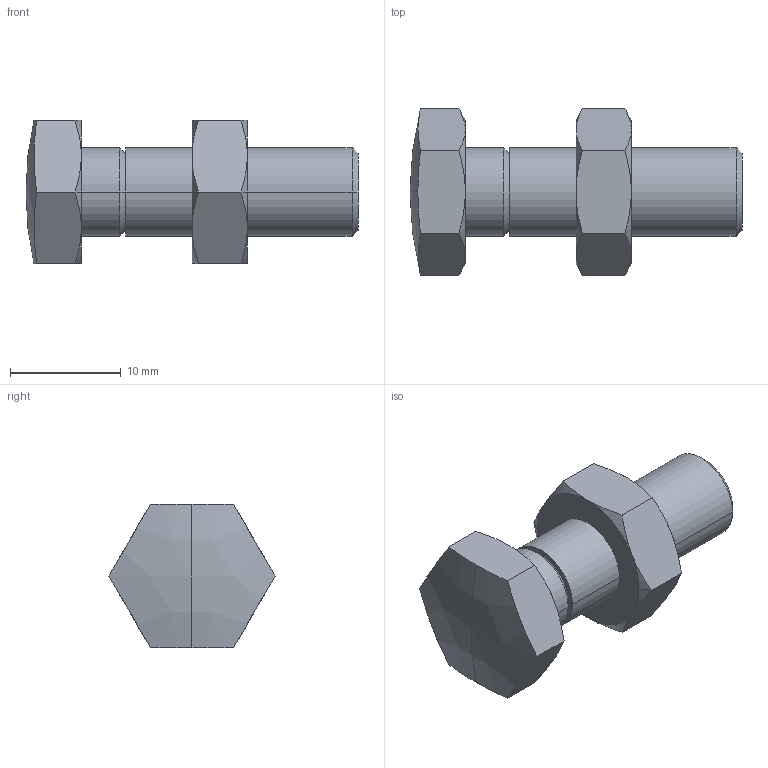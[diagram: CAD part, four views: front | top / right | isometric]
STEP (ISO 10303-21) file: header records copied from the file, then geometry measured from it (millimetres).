
FILE_DESCRIPTION(('STEP AP214'),'1');
FILE_NAME('HALDERN_EH_22690_0608.stp','2017-07-04T09:14:20',('TraceParts'),('TraceParts S.A.'),'Spatial InterOp 3D',' ',' ');
FILE_SCHEMA(('automotive_design'));
Length unit declared in the file: millimetre
Products named in the file (2): HALDERN_EH_22690_0608_1; HALDERN_EH_22690_0608_2
Bounding box: 30 x 15.01 x 13 mm (x, y, z)
Volume: 2453.7 mm3; surface area: 1638.9 mm2
Topology: 2 solids, 2 shells, 57 faces, 121 edges, 70 vertices
Faces by surface type: cone 32, plane 17, cylinder 6, sphere 2
Entity records: 2039 total; most frequent: CARTESIAN_POINT 394, DIRECTION 256, ORIENTED_EDGE 242, EDGE_CURVE 121, AXIS2_PLACEMENT_3D 112, VERTEX_POINT 70, EDGE_LOOP 61, STYLED_ITEM 57
